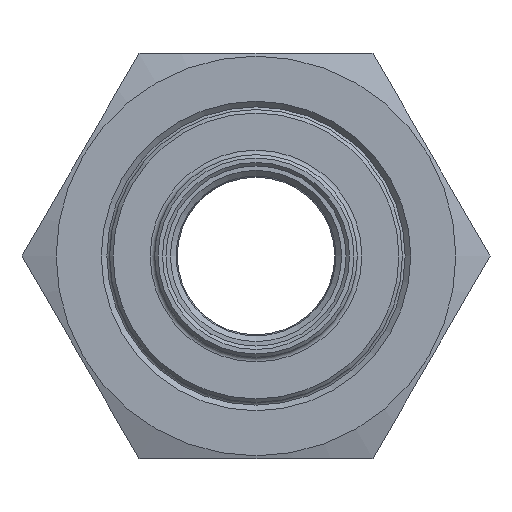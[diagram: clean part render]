
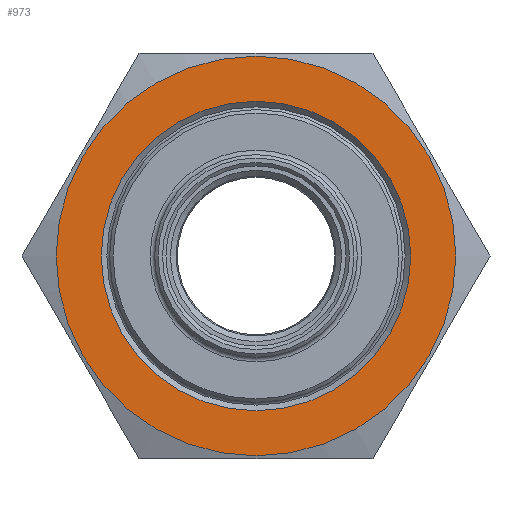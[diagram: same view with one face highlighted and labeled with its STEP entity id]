
A CAD part, left-side view. The second image highlights one B-rep face of the part: STEP entity #973.
In plain terms, the highlighted planar face has unit normal (-1, 0, 0).
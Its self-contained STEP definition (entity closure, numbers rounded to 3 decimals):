
#47=FACE_BOUND('',#167,.T.);
#73=PLANE('',#1118);
#102=FACE_OUTER_BOUND('',#166,.T.);
#166=EDGE_LOOP('',(#705));
#167=EDGE_LOOP('',(#706));
#334=CIRCLE('',#1101,17.75);
#339=CIRCLE('',#1113,13.75);
#428=VERTEX_POINT('',#1652);
#434=VERTEX_POINT('',#1683);
#523=EDGE_CURVE('',#428,#428,#334,.T.);
#536=EDGE_CURVE('',#434,#434,#339,.T.);
#705=ORIENTED_EDGE('',*,*,#523,.T.);
#706=ORIENTED_EDGE('',*,*,#536,.F.);
#973=ADVANCED_FACE('',(#102,#47),#73,.F.);
#1101=AXIS2_PLACEMENT_3D('',#1654,#1263,#1264);
#1113=AXIS2_PLACEMENT_3D('',#1684,#1293,#1294);
#1118=AXIS2_PLACEMENT_3D('',#1694,#1305,#1306);
#1263=DIRECTION('center_axis',(-1.,0.,0.));
#1264=DIRECTION('ref_axis',(0.,1.,0.));
#1293=DIRECTION('center_axis',(-1.,0.,0.));
#1294=DIRECTION('ref_axis',(0.,-1.,0.));
#1305=DIRECTION('center_axis',(1.,0.,0.));
#1306=DIRECTION('ref_axis',(0.,0.,-1.));
#1652=CARTESIAN_POINT('',(-7.75,-17.75,0.));
#1654=CARTESIAN_POINT('Origin',(-7.75,0.,0.));
#1683=CARTESIAN_POINT('',(-7.75,13.75,0.));
#1684=CARTESIAN_POINT('Origin',(-7.75,0.,0.));
#1694=CARTESIAN_POINT('Origin',(-7.75,0.,0.));
